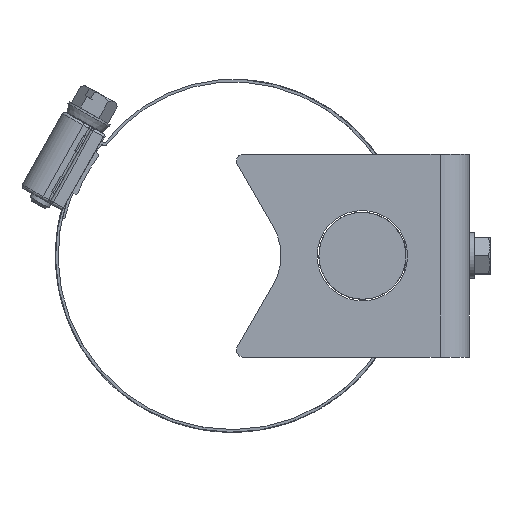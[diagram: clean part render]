
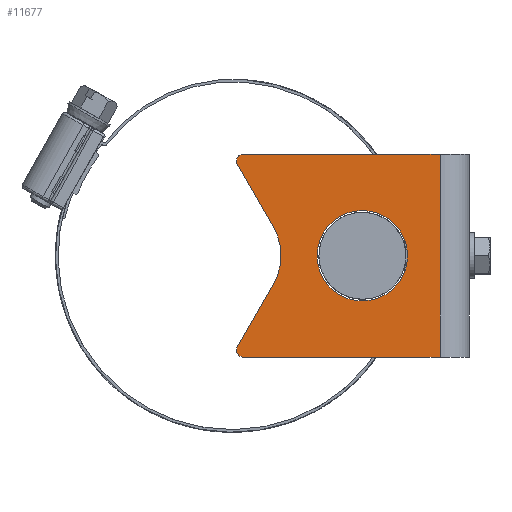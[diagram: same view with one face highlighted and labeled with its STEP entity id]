
A CAD part, left-side view. The second image highlights one B-rep face of the part: STEP entity #11677.
In plain terms, the highlighted planar face has unit normal (-1, 0, 0).
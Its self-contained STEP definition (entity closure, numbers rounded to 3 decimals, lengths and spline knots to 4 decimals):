
#573=FACE_BOUND('',#2706,.T.);
#1919=FACE_OUTER_BOUND('',#2705,.T.);
#2705=EDGE_LOOP('',(#10719,#10720,#10721,#10722,#10723,#10724,#10725,#10726));
#2706=EDGE_LOOP('',(#10727));
#3360=LINE('',#45483,#3991);
#3365=LINE('',#45501,#3996);
#3370=LINE('',#45510,#4001);
#3371=LINE('',#45517,#4002);
#3373=LINE('',#45523,#4004);
#3991=VECTOR('',#14548,0.3937);
#3996=VECTOR('',#14567,0.3937);
#4001=VECTOR('',#14576,0.3937);
#4002=VECTOR('',#14587,0.3937);
#4004=VECTOR('',#14595,0.3937);
#4384=CIRCLE('',#12414,0.39);
#4396=CIRCLE('',#12433,0.06);
#4398=CIRCLE('',#12439,0.5);
#4402=CIRCLE('',#12448,0.06);
#5550=VERTEX_POINT('',#45413);
#5573=VERTEX_POINT('',#45471);
#5574=VERTEX_POINT('',#45473);
#5576=VERTEX_POINT('',#45481);
#5578=VERTEX_POINT('',#45489);
#5581=VERTEX_POINT('',#45498);
#5582=VERTEX_POINT('',#45500);
#5584=VERTEX_POINT('',#45508);
#5585=VERTEX_POINT('',#45516);
#7273=EDGE_CURVE('',#5550,#5550,#4384,.T.);
#7302=EDGE_CURVE('',#5573,#5574,#4396,.T.);
#7307=EDGE_CURVE('',#5573,#5576,#3360,.T.);
#7311=EDGE_CURVE('',#5576,#5578,#4398,.T.);
#7316=EDGE_CURVE('',#5582,#5581,#3365,.T.);
#7321=EDGE_CURVE('',#5578,#5584,#3370,.T.);
#7323=EDGE_CURVE('',#5582,#5584,#4402,.T.);
#7324=EDGE_CURVE('',#5585,#5574,#3371,.T.);
#7328=EDGE_CURVE('',#5585,#5581,#3373,.T.);
#10719=ORIENTED_EDGE('',*,*,#7302,.F.);
#10720=ORIENTED_EDGE('',*,*,#7307,.T.);
#10721=ORIENTED_EDGE('',*,*,#7311,.T.);
#10722=ORIENTED_EDGE('',*,*,#7321,.T.);
#10723=ORIENTED_EDGE('',*,*,#7323,.F.);
#10724=ORIENTED_EDGE('',*,*,#7316,.T.);
#10725=ORIENTED_EDGE('',*,*,#7328,.F.);
#10726=ORIENTED_EDGE('',*,*,#7324,.T.);
#10727=ORIENTED_EDGE('',*,*,#7273,.T.);
#11089=PLANE('',#12452);
#11677=ADVANCED_FACE('',(#1919,#573),#11089,.T.);
#12414=AXIS2_PLACEMENT_3D('',#45414,#14483,#14484);
#12433=AXIS2_PLACEMENT_3D('',#45474,#14538,#14539);
#12439=AXIS2_PLACEMENT_3D('',#45491,#14557,#14558);
#12448=AXIS2_PLACEMENT_3D('',#45514,#14583,#14584);
#12452=AXIS2_PLACEMENT_3D('',#45522,#14593,#14594);
#14483=DIRECTION('center_axis',(1.,0.,0.));
#14484=DIRECTION('ref_axis',(0.,0.,
1.));
#14538=DIRECTION('center_axis',(1.,0.,0.));
#14539=DIRECTION('ref_axis',(0.,0.866,0.5));
#14548=DIRECTION('',(0.,-0.5,-0.866));
#14557=DIRECTION('center_axis',(1.,0.,0.));
#14558=DIRECTION('ref_axis',(0.,0.866,0.5));
#14567=DIRECTION('',(0.,-1.,0.));
#14576=DIRECTION('',(0.,0.5,-0.866));
#14583=DIRECTION('center_axis',(1.,0.,0.));
#14584=DIRECTION('ref_axis',(0.,0.866,-0.5));
#14587=DIRECTION('',(0.,1.,0.));
#14593=DIRECTION('center_axis',(-1.,0.,0.));
#14594=DIRECTION('ref_axis',(0.,0.,1.));
#14595=DIRECTION('',(0.,0.,-1.));
#45413=CARTESIAN_POINT('',(2.9857,0.,0.39));
#45414=CARTESIAN_POINT('Origin',(2.9857,0.,
0.));
#45471=CARTESIAN_POINT('',(2.9857,1.078,0.785));
#45473=CARTESIAN_POINT('',(2.9857,1.0261,0.875));
#45474=CARTESIAN_POINT('Origin',(2.9857,1.0261,0.815));
#45481=CARTESIAN_POINT('',(2.9857,0.7692,0.25));
#45483=CARTESIAN_POINT('',(2.9857,1.13,0.875));
#45489=CARTESIAN_POINT('',(2.9857,0.7692,-0.25));
#45491=CARTESIAN_POINT('Origin',(2.9857,1.2022,0.));
#45498=CARTESIAN_POINT('',(2.9857,-0.67,-0.875));
#45500=CARTESIAN_POINT('',(2.9857,1.0261,-0.875));
#45501=CARTESIAN_POINT('',(2.9857,1.13,-0.875));
#45508=CARTESIAN_POINT('',(2.9857,1.078,-0.785));
#45510=CARTESIAN_POINT('',(2.9857,0.7692,-0.25));
#45514=CARTESIAN_POINT('Origin',(2.9857,1.0261,-0.815));
#45516=CARTESIAN_POINT('',(2.9857,-0.67,0.875));
#45517=CARTESIAN_POINT('',(2.9857,-0.92,0.875));
#45522=CARTESIAN_POINT('Origin',(2.9857,0.0619,0.));
#45523=CARTESIAN_POINT('',(2.9857,-0.67,-0.4375));
